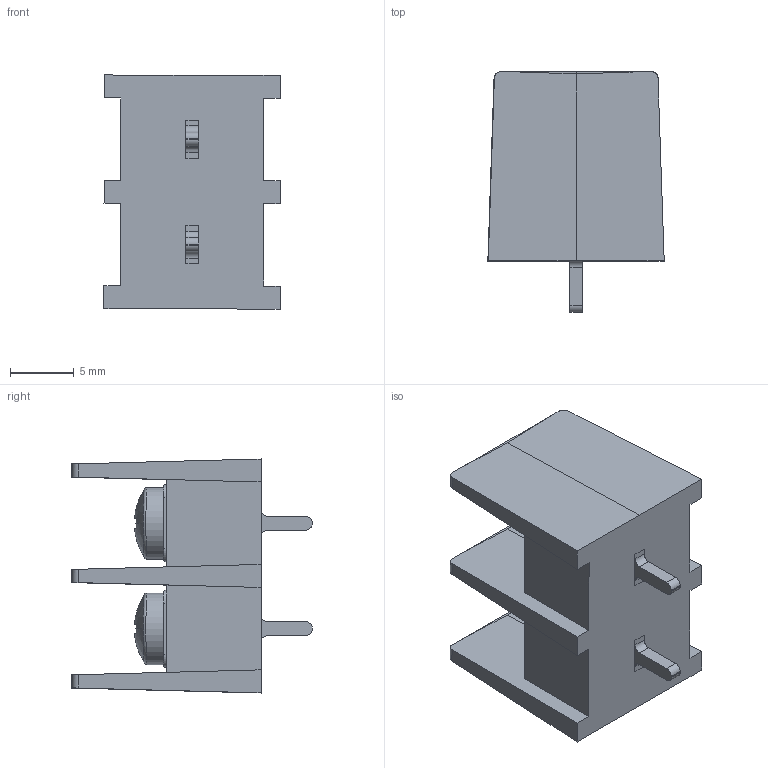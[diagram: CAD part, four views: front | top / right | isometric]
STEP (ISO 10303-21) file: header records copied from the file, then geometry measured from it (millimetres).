
FILE_DESCRIPTION (( 'STEP AP214' ), '1' );
FILE_NAME ('KF35.STEP', '2017-12-06T14:01:50', ( '' ), ( '' ), 'SwSTEP 2.0', 'SolidWorks 2015', '' );
FILE_SCHEMA (( 'AUTOMOTIVE_DESIGN' ));
Length unit declared in the file: millimetre
Products named in the file (6): pin; pan head cross recess screw_din_ISO 7045 - M3 x 4 - Z --- 4N; upper plate; under plate; main; KF35
Assembly tree (9 placements, depth 2):
  KF35
    main
    under plate  x2
    upper plate  x2
    pan head cross recess screw_din_ISO 7045 - M3 x 4 - Z --- 4N  x2
    pin  x2
Bounding box: 13.8 x 18.8 x 18.31 mm (x, y, z)
Volume: 1972.5 mm3; surface area: 2410.6 mm2
Topology: 9 solids, 9 shells, 311 faces, 790 edges, 501 vertices
Faces by surface type: plane 207, cylinder 70, cone 22, torus 8, sphere 4
Entity records: 6512 total; most frequent: CARTESIAN_POINT 1176, DIRECTION 1065, ORIENTED_EDGE 1060, EDGE_CURVE 530, LINE 381, VECTOR 381, AXIS2_PLACEMENT_3D 342, VERTEX_POINT 337
